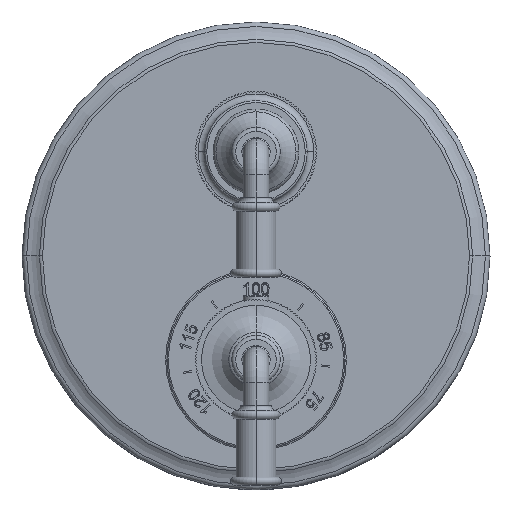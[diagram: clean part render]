
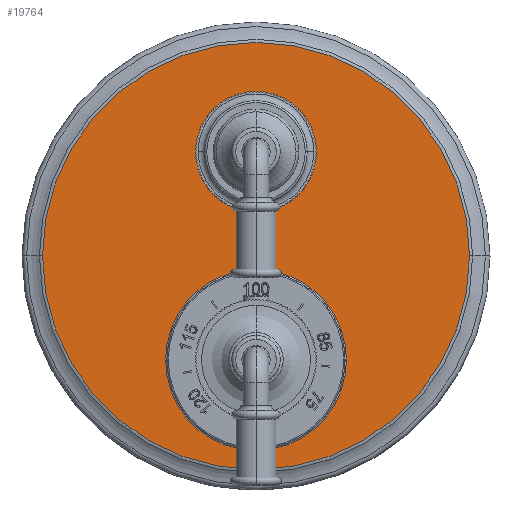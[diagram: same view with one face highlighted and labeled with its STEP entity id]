
A CAD part, top view. The second image highlights one B-rep face of the part: STEP entity #19764.
In plain terms, the highlighted planar face has unit normal (0, 0, 1).
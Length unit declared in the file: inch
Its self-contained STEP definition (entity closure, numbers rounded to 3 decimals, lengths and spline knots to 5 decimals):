
#124=CARTESIAN_POINT('',(0.,1.575,0.348));
#125=DIRECTION('',(0.,0.,1.));
#126=DIRECTION('',(-1.,0.,0.));
#127=AXIS2_PLACEMENT_3D('',#124,#125,#126);
#129=CARTESIAN_POINT('',(0.,1.575,0.348));
#130=DIRECTION('',(0.,0.,-1.));
#131=DIRECTION('',(-1.,0.,0.));
#132=AXIS2_PLACEMENT_3D('',#129,#130,#131);
#134=CARTESIAN_POINT('',(0.,3.15,0.348));
#135=DIRECTION('',(0.,0.,1.));
#136=DIRECTION('',(-1.,0.,0.));
#137=AXIS2_PLACEMENT_3D('',#134,#135,#136);
#139=CARTESIAN_POINT('',(0.,3.15,0.348));
#140=DIRECTION('',(0.,0.,1.));
#141=DIRECTION('',(1.,0.,0.));
#142=AXIS2_PLACEMENT_3D('',#139,#140,#141);
#144=CARTESIAN_POINT('',(0.,-0.0008,0.348));
#145=DIRECTION('',(0.,0.,1.));
#146=DIRECTION('',(1.,0.,0.));
#147=AXIS2_PLACEMENT_3D('',#144,#145,#146);
#159=CARTESIAN_POINT('',(0.,-0.0008,0.348));
#160=DIRECTION('',(0.,0.,1.));
#161=DIRECTION('',(-1.,0.,0.));
#162=AXIS2_PLACEMENT_3D('',#159,#160,#161);
#15771=CARTESIAN_POINT('',(-3.233,1.575,0.348));
#15772=VERTEX_POINT('',#15771);
#15777=CARTESIAN_POINT('',(3.233,1.575,0.348));
#15778=VERTEX_POINT('',#15777);
#15779=CARTESIAN_POINT('',(1.36948,-0.0008,0.348));
#15780=CARTESIAN_POINT('',(-1.36948,-0.0008,0.348));
#15781=VERTEX_POINT('',#15779);
#15782=VERTEX_POINT('',#15780);
#17915=CARTESIAN_POINT('',(-0.825,3.15,0.348));
#17916=CARTESIAN_POINT('',(0.825,3.15,0.348));
#17917=VERTEX_POINT('',#17915);
#17918=VERTEX_POINT('',#17916);
#19743=CARTESIAN_POINT('',(0.,1.575,0.348));
#19744=DIRECTION('',(0.,0.,-1.));
#19745=DIRECTION('',(1.,0.,0.));
#19746=AXIS2_PLACEMENT_3D('',#19743,#19744,#19745);
#19747=PLANE('',#19746);
#19748=ORIENTED_EDGE('',*,*,#19736,.F.);
#19749=ORIENTED_EDGE('',*,*,#19725,.T.);
#19750=EDGE_LOOP('',(#19748,#19749));
#19751=FACE_OUTER_BOUND('',#19750,.F.);
#19753=ORIENTED_EDGE('',*,*,#19752,.T.);
#19755=ORIENTED_EDGE('',*,*,#19754,.T.);
#19756=EDGE_LOOP('',(#19753,#19755));
#19757=FACE_BOUND('',#19756,.F.);
#19759=ORIENTED_EDGE('',*,*,#19758,.T.);
#19761=ORIENTED_EDGE('',*,*,#19760,.T.);
#19762=EDGE_LOOP('',(#19759,#19761));
#19763=FACE_BOUND('',#19762,.F.);
#19764=ADVANCED_FACE('',(#19751,#19757,#19763),#19747,.F.);
#128=CIRCLE('',#127,3.233);
#133=CIRCLE('',#132,3.233);
#138=CIRCLE('',#137,0.825);
#143=CIRCLE('',#142,0.825);
#148=CIRCLE('',#147,1.36948);
#163=CIRCLE('',#162,1.36948);
#19725=EDGE_CURVE('',#15772,#15778,#133,.T.);
#19736=EDGE_CURVE('',#15772,#15778,#128,.T.);
#19752=EDGE_CURVE('',#15781,#15782,#148,.T.);
#19754=EDGE_CURVE('',#15782,#15781,#163,.T.);
#19758=EDGE_CURVE('',#17917,#17918,#138,.T.);
#19760=EDGE_CURVE('',#17918,#17917,#143,.T.);
